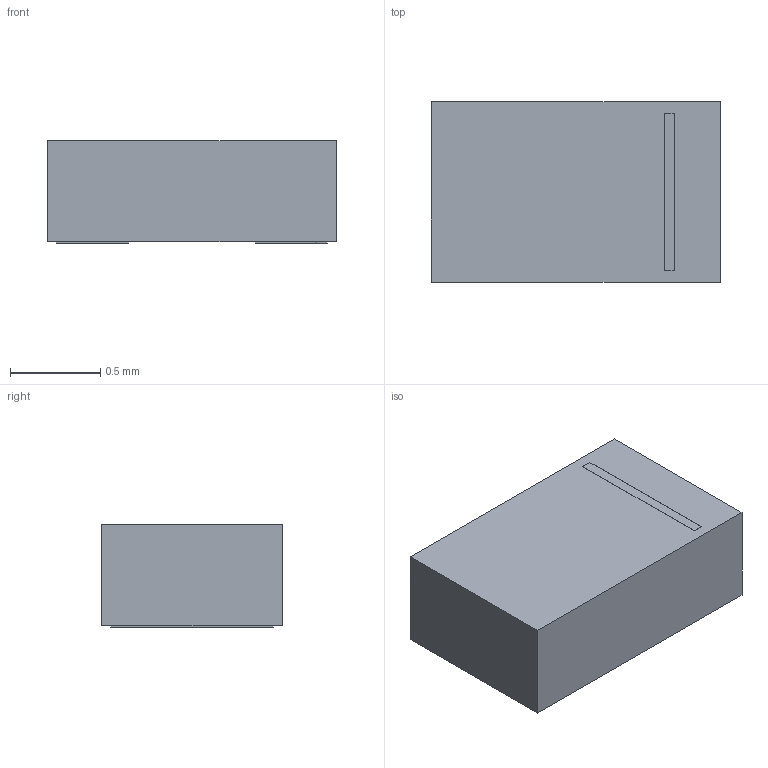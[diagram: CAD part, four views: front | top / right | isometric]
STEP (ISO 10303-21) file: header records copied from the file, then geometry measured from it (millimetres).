
FILE_DESCRIPTION (( 'STEP AP214' ), '1' );
FILE_NAME ('D1610-RD.step', '2022-08-04T02:31:21', ( '' ), ( '' ), 'SwSTEP 2.0', 'SolidWorks 2020', '' );
FILE_SCHEMA (( 'AUTOMOTIVE_DESIGN' ));
Length unit declared in the file: millimetre
Products named in the file (1): D1610-RD
Bounding box: 1.6 x 1 x 0.57 mm (x, y, z)
Volume: 0.9 mm3; surface area: 6.2 mm2
Topology: 14 solids, 14 shells, 312 faces, 822 edges, 548 vertices
Faces by surface type: plane 199, bspline 112, cylinder 1
Entity records: 14336 total; most frequent: CARTESIAN_POINT 3787, ORIENTED_EDGE 1644, DIRECTION 998, EDGE_CURVE 822, LINE 592, VECTOR 592, VERTEX_POINT 548, EDGE_LOOP 334
